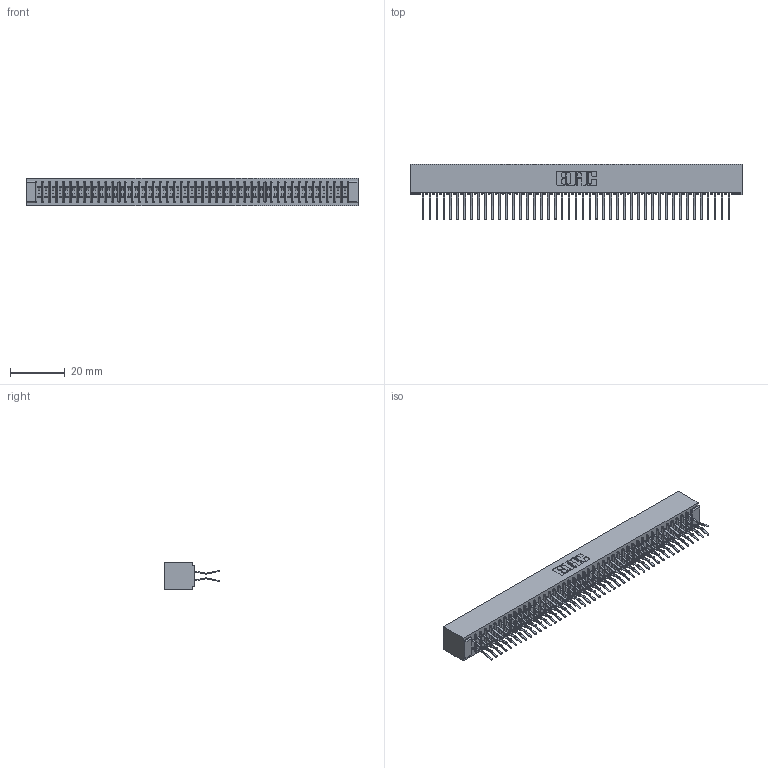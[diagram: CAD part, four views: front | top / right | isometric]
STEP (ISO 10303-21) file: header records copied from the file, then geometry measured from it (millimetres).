
FILE_DESCRIPTION (( 'STEP AP203' ), '1' );
FILE_NAME ('341-090-560-201.STEP', '2018-08-08T00:19:34', ( '' ), ( '' ), 'SwSTEP 2.0', 'SolidWorks 2016', '' );
FILE_SCHEMA (( 'CONFIG_CONTROL_DESIGN' ));
Length unit declared in the file: inch
Products named in the file (3): 341-090-560-201; 341 Part_No Mounting Lugs; 341-292-001_341-292-160
Assembly tree (91 placements, depth 2):
  341-090-560-201
    341 Part_No Mounting Lugs
    341-292-001_341-292-160  x90
Bounding box: 121.28 x 20.37 x 10.16 mm (x, y, z)
Volume: 9284.2 mm3; surface area: 17903.7 mm2
Topology: 91 solids, 91 shells, 6408 faces, 18607 edges, 12070 vertices
Faces by surface type: plane 3664, cylinder 2564, sphere 92, torus 88
Entity records: 53922 total; most frequent: CARTESIAN_POINT 8963, ORIENTED_EDGE 8906, DIRECTION 8699, EDGE_CURVE 4453, LINE 3599, VECTOR 3599, VERTEX_POINT 2814, AXIS2_PLACEMENT_3D 2550
